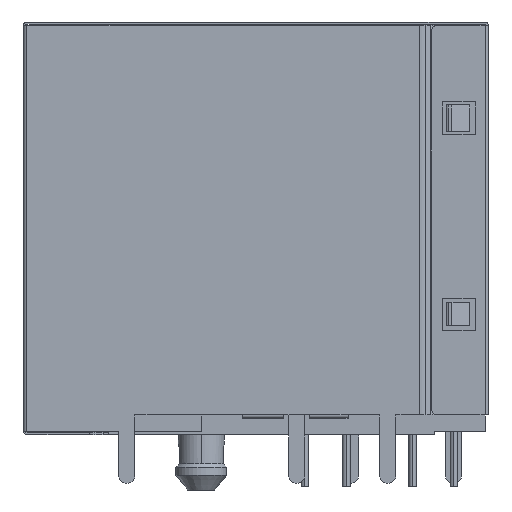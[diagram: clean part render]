
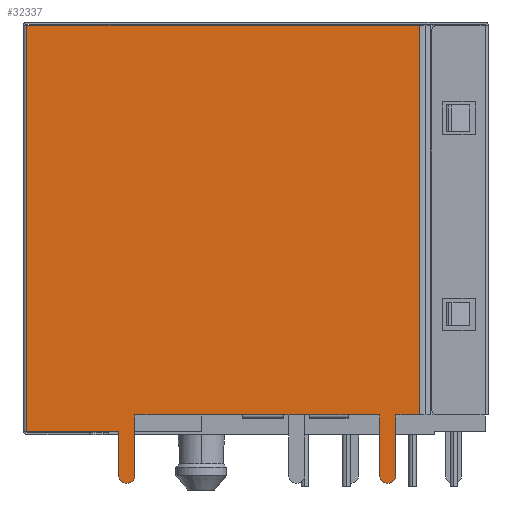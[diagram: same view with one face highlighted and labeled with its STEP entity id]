
A CAD part, left-side view. The second image highlights one B-rep face of the part: STEP entity #32337.
In plain terms, the highlighted planar face has unit normal (-1, 0, 0).
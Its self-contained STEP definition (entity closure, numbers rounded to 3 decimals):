
#24807=DIRECTION('',(0.,1.,0.));
#24808=VECTOR('',#24807,2.523);
#24809=CARTESIAN_POINT('',(-8.6,-1.71,-11.45));
#24810=LINE('',#24809,#24808);
#24811=DIRECTION('',(0.,1.,0.));
#24812=VECTOR('',#24811,6.607);
#24813=CARTESIAN_POINT('',(-8.6,0.813,-11.45));
#24814=LINE('',#24813,#24812);
#24815=DIRECTION('',(0.,0.,-1.));
#24816=VECTOR('',#24815,3.7);
#24817=CARTESIAN_POINT('',(-8.6,7.42,-11.45));
#24818=LINE('',#24817,#24816);
#24819=CARTESIAN_POINT('',(-8.6,7.92,-15.15));
#24820=DIRECTION('',(-1.,0.,0.));
#24821=DIRECTION('',(0.,1.,0.));
#24822=AXIS2_PLACEMENT_3D('',#24819,#24820,#24821);
#24824=DIRECTION('',(0.,0.,-1.));
#24825=VECTOR('',#24824,2.7);
#24826=CARTESIAN_POINT('',(-8.6,8.42,-12.45));
#24827=LINE('',#24826,#24825);
#24828=DIRECTION('',(0.,0.,1.));
#24829=VECTOR('',#24828,24.9);
#24830=CARTESIAN_POINT('',(-8.6,14.05,-12.45));
#24831=LINE('',#24830,#24829);
#24832=DIRECTION('',(0.,0.,1.));
#24833=VECTOR('',#24832,23.9);
#24834=CARTESIAN_POINT('',(-8.6,-10.045,-11.45));
#24835=LINE('',#24834,#24833);
#24836=DIRECTION('',(0.,1.,0.));
#24837=VECTOR('',#24836,1.465);
#24838=CARTESIAN_POINT('',(-8.6,-10.045,-11.45));
#24839=LINE('',#24838,#24837);
#24840=DIRECTION('',(0.,0.,-1.));
#24841=VECTOR('',#24840,3.7);
#24842=CARTESIAN_POINT('',(-8.6,-8.58,-11.45));
#24843=LINE('',#24842,#24841);
#24844=CARTESIAN_POINT('',(-8.6,-8.08,-15.15));
#24845=DIRECTION('',(-1.,0.,0.));
#24846=DIRECTION('',(0.,1.,0.));
#24847=AXIS2_PLACEMENT_3D('',#24844,#24845,#24846);
#24849=DIRECTION('',(0.,1.,0.));
#24850=VECTOR('',#24849,1.93);
#24851=CARTESIAN_POINT('',(-8.6,-7.58,-11.45));
#24852=LINE('',#24851,#24850);
#24853=DIRECTION('',(0.,1.,0.));
#24854=VECTOR('',#24853,2.346);
#24855=CARTESIAN_POINT('',(-8.6,-5.65,-11.45));
#24856=LINE('',#24855,#24854);
#24857=DIRECTION('',(0.,1.,0.));
#24858=VECTOR('',#24857,1.594);
#24859=CARTESIAN_POINT('',(-8.6,-3.304,-11.45));
#24860=LINE('',#24859,#24858);
#26462=DIRECTION('',(0.,1.,0.));
#26463=VECTOR('',#26462,5.63);
#26464=CARTESIAN_POINT('',(-8.6,8.42,-12.45));
#26465=LINE('',#26464,#26463);
#27301=DIRECTION('',(0.,1.,0.));
#27302=VECTOR('',#27301,24.095);
#27303=CARTESIAN_POINT('',(-8.6,-10.045,12.45));
#27304=LINE('',#27303,#27302);
#29512=DIRECTION('',(0.,0.,-1.));
#29513=VECTOR('',#29512,3.7);
#29514=CARTESIAN_POINT('',(-8.6,-7.58,-11.45));
#29515=LINE('',#29514,#29513);
#29630=CARTESIAN_POINT('',(-8.6,14.05,-12.45));
#29632=VERTEX_POINT('',#29630);
#30185=CARTESIAN_POINT('',(-8.6,7.42,-11.45));
#30187=VERTEX_POINT('',#30185);
#30211=CARTESIAN_POINT('',(-8.6,14.05,12.45));
#30212=VERTEX_POINT('',#30211);
#30231=CARTESIAN_POINT('',(-8.6,-10.045,-11.45));
#30232=VERTEX_POINT('',#30231);
#30247=CARTESIAN_POINT('',(-8.6,-10.045,12.45));
#30248=VERTEX_POINT('',#30247);
#30573=CARTESIAN_POINT('',(-8.6,8.42,-12.45));
#30575=VERTEX_POINT('',#30573);
#30577=CARTESIAN_POINT('',(-8.6,8.42,-15.15));
#30578=CARTESIAN_POINT('',(-8.6,7.42,-15.15));
#30579=VERTEX_POINT('',#30577);
#30580=VERTEX_POINT('',#30578);
#30585=CARTESIAN_POINT('',(-8.6,-8.58,-11.45));
#30587=VERTEX_POINT('',#30585);
#30589=CARTESIAN_POINT('',(-8.6,-7.58,-11.45));
#30591=VERTEX_POINT('',#30589);
#30609=CARTESIAN_POINT('',(-8.6,-7.58,-15.15));
#30610=CARTESIAN_POINT('',(-8.6,-8.58,-15.15));
#30611=VERTEX_POINT('',#30609);
#30612=VERTEX_POINT('',#30610);
#30650=CARTESIAN_POINT('',(-8.6,0.813,-11.45));
#30652=VERTEX_POINT('',#30650);
#30653=CARTESIAN_POINT('',(-8.6,-1.71,-11.45));
#30654=VERTEX_POINT('',#30653);
#30658=CARTESIAN_POINT('',(-8.6,-3.304,-11.45));
#30660=VERTEX_POINT('',#30658);
#30661=CARTESIAN_POINT('',(-8.6,-5.65,-11.45));
#30662=VERTEX_POINT('',#30661);
#32306=CARTESIAN_POINT('',(-8.6,-14.25,12.45));
#32307=DIRECTION('',(-1.,0.,0.));
#32308=DIRECTION('',(0.,0.,-1.));
#32309=AXIS2_PLACEMENT_3D('',#32306,#32307,#32308);
#32310=PLANE('',#32309);
#32311=ORIENTED_EDGE('',*,*,#31374,.T.);
#32312=ORIENTED_EDGE('',*,*,#32081,.T.);
#32314=ORIENTED_EDGE('',*,*,#32313,.T.);
#32316=ORIENTED_EDGE('',*,*,#32315,.F.);
#32318=ORIENTED_EDGE('',*,*,#32317,.F.);
#32320=ORIENTED_EDGE('',*,*,#32319,.T.);
#32322=ORIENTED_EDGE('',*,*,#32321,.T.);
#32324=ORIENTED_EDGE('',*,*,#32323,.F.);
#32326=ORIENTED_EDGE('',*,*,#32325,.F.);
#32327=ORIENTED_EDGE('',*,*,#31986,.T.);
#32328=ORIENTED_EDGE('',*,*,#32223,.T.);
#32329=ORIENTED_EDGE('',*,*,#32243,.F.);
#32331=ORIENTED_EDGE('',*,*,#32330,.F.);
#32332=ORIENTED_EDGE('',*,*,#32122,.T.);
#32333=ORIENTED_EDGE('',*,*,#31215,.T.);
#32334=ORIENTED_EDGE('',*,*,#32100,.T.);
#32335=EDGE_LOOP('',(#32311,#32312,#32314,#32316,#32318,#32320,#32322,#32324,
#32326,#32327,#32328,#32329,#32331,#32332,#32333,#32334));
#32336=FACE_OUTER_BOUND('',#32335,.F.);
#24823=CIRCLE('',#24822,0.5);
#24848=CIRCLE('',#24847,0.5);
#31215=EDGE_CURVE('',#30662,#30660,#24856,.T.);
#31374=EDGE_CURVE('',#30654,#30652,#24810,.T.);
#31986=EDGE_CURVE('',#30232,#30587,#24839,.T.);
#32081=EDGE_CURVE('',#30652,#30187,#24814,.T.);
#32100=EDGE_CURVE('',#30660,#30654,#24860,.T.);
#32122=EDGE_CURVE('',#30591,#30662,#24852,.T.);
#32223=EDGE_CURVE('',#30587,#30612,#24843,.T.);
#32243=EDGE_CURVE('',#30611,#30612,#24848,.T.);
#32313=EDGE_CURVE('',#30187,#30580,#24818,.T.);
#32315=EDGE_CURVE('',#30579,#30580,#24823,.T.);
#32317=EDGE_CURVE('',#30575,#30579,#24827,.T.);
#32319=EDGE_CURVE('',#30575,#29632,#26465,.T.);
#32321=EDGE_CURVE('',#29632,#30212,#24831,.T.);
#32323=EDGE_CURVE('',#30248,#30212,#27304,.T.);
#32325=EDGE_CURVE('',#30232,#30248,#24835,.T.);
#32330=EDGE_CURVE('',#30591,#30611,#29515,.T.);
#32337=ADVANCED_FACE('',(#32336),#32310,.T.);
